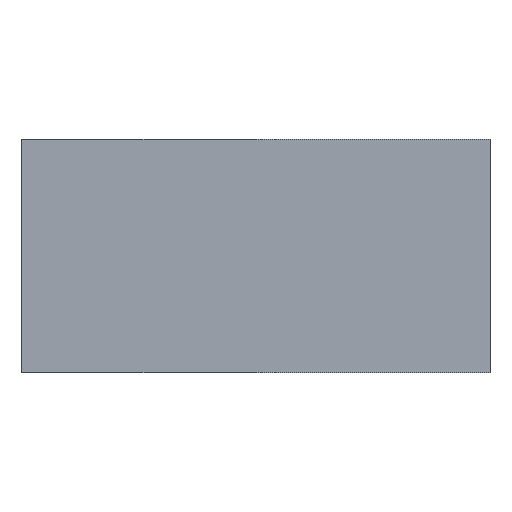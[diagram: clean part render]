
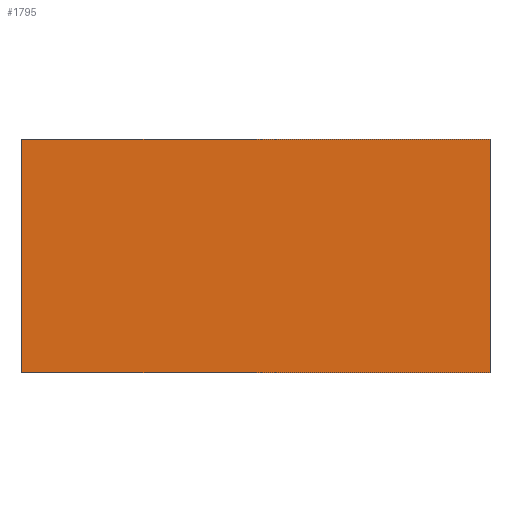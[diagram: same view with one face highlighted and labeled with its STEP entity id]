
A CAD part, left-side view. The second image highlights one B-rep face of the part: STEP entity #1795.
In plain terms, the highlighted planar face has unit normal (-1, 0, 0).
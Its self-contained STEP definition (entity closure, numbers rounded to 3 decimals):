
#25=PLANE('',#1901);
#121=FACE_OUTER_BOUND('',#213,.T.);
#213=EDGE_LOOP('',(#1290,#1291,#1292,#1293));
#333=LINE('',#2704,#524);
#334=LINE('',#2706,#525);
#335=LINE('',#2708,#526);
#336=LINE('',#2709,#527);
#524=VECTOR('',#2130,10.);
#525=VECTOR('',#2131,10.);
#526=VECTOR('',#2132,10.);
#527=VECTOR('',#2133,10.);
#804=VERTEX_POINT('',#2702);
#805=VERTEX_POINT('',#2703);
#806=VERTEX_POINT('',#2705);
#807=VERTEX_POINT('',#2707);
#997=EDGE_CURVE('',#804,#805,#333,.T.);
#998=EDGE_CURVE('',#806,#805,#334,.T.);
#999=EDGE_CURVE('',#807,#806,#335,.T.);
#1000=EDGE_CURVE('',#807,#804,#336,.T.);
#1290=ORIENTED_EDGE('',*,*,#997,.T.);
#1291=ORIENTED_EDGE('',*,*,#998,.F.);
#1292=ORIENTED_EDGE('',*,*,#999,.F.);
#1293=ORIENTED_EDGE('',*,*,#1000,.T.);
#1795=ADVANCED_FACE('',(#121),#25,.T.);
#1901=AXIS2_PLACEMENT_3D('',#2701,#2128,#2129);
#2128=DIRECTION('center_axis',(-1.,0.,0.));
#2129=DIRECTION('ref_axis',(0.,0.,1.));
#2130=DIRECTION('',(0.,1.,0.));
#2131=DIRECTION('',(0.,0.,1.));
#2132=DIRECTION('',(0.,1.,0.));
#2133=DIRECTION('',(0.,0.,1.));
#2701=CARTESIAN_POINT('Origin',(-29.6,0.,-33.5));
#2702=CARTESIAN_POINT('',(-29.6,-12.,-9.5));
#2703=CARTESIAN_POINT('',(-29.6,12.,-9.5));
#2704=CARTESIAN_POINT('',(-29.6,0.,-9.5));
#2705=CARTESIAN_POINT('',(-29.6,12.,-21.5));
#2706=CARTESIAN_POINT('',(-29.6,12.,-33.5));
#2707=CARTESIAN_POINT('',(-29.6,-12.,-21.5));
#2708=CARTESIAN_POINT('',(-29.6,0.,-21.5));
#2709=CARTESIAN_POINT('',(-29.6,-12.,-33.5));
